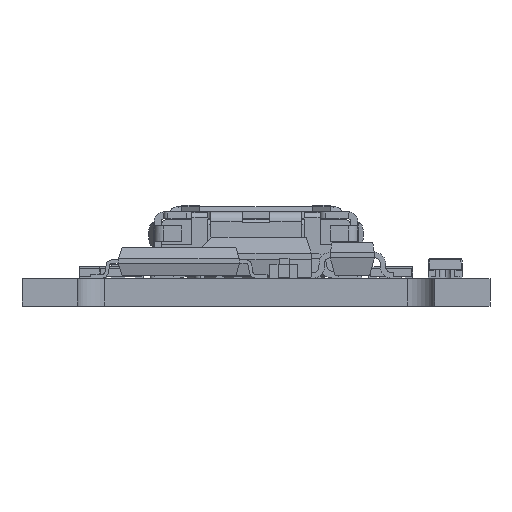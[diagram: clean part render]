
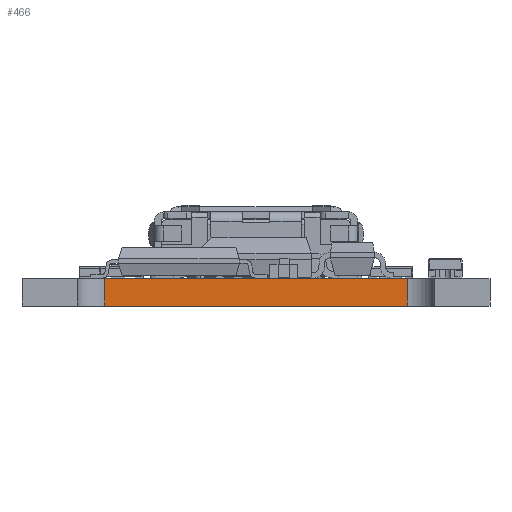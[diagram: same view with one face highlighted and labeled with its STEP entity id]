
A CAD part, front view. The second image highlights one B-rep face of the part: STEP entity #466.
In plain terms, the highlighted planar face has unit normal (0, -1, 0).
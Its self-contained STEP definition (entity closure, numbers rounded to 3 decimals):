
#439=AXIS2_PLACEMENT_3D('Plane Axis2P3D',#436,#437,#438) ;
#407=CARTESIAN_POINT('Vertex',(-5.5,-12.6,-1.)) ;
#410=CARTESIAN_POINT('Line Origine',(-5.5,-12.6,-0.5)) ;
#414=CARTESIAN_POINT('Vertex',(-5.5,-12.6,0.)) ;
#436=CARTESIAN_POINT('Axis2P3D Location',(-5.5,-12.6,0.)) ;
#441=CARTESIAN_POINT('Line Origine',(0.,-12.6,-1.)) ;
#445=CARTESIAN_POINT('Vertex',(5.5,-12.6,-1.)) ;
#448=CARTESIAN_POINT('Line Origine',(5.5,-12.6,-0.5)) ;
#452=CARTESIAN_POINT('Vertex',(5.5,-12.6,0.)) ;
#455=CARTESIAN_POINT('Line Origine',(0.,-12.6,0.)) ;
#411=DIRECTION('Vector Direction',(0.,0.,1.)) ;
#437=DIRECTION('Axis2P3D Direction',(-0.,1.,0.)) ;
#438=DIRECTION('Axis2P3D XDirection',(1.,0.,0.)) ;
#442=DIRECTION('Vector Direction',(1.,0.,0.)) ;
#449=DIRECTION('Vector Direction',(0.,0.,-1.)) ;
#456=DIRECTION('Vector Direction',(1.,0.,0.)) ;
#412=VECTOR('Line Direction',#411,1.) ;
#443=VECTOR('Line Direction',#442,1.) ;
#450=VECTOR('Line Direction',#449,1.) ;
#457=VECTOR('Line Direction',#456,1.) ;
#461=ORIENTED_EDGE('',*,*,#447,.T.) ;
#462=ORIENTED_EDGE('',*,*,#454,.F.) ;
#463=ORIENTED_EDGE('',*,*,#459,.F.) ;
#464=ORIENTED_EDGE('',*,*,#416,.T.) ;
#466=ADVANCED_FACE('PCB',(#465),#440,.F.) ;
#416=EDGE_CURVE('',#415,#408,#413,.F.) ;
#447=EDGE_CURVE('',#408,#446,#444,.T.) ;
#454=EDGE_CURVE('',#453,#446,#451,.T.) ;
#459=EDGE_CURVE('',#415,#453,#458,.T.) ;
#460=EDGE_LOOP('',(#461,#462,#463,#464)) ;
#465=FACE_OUTER_BOUND('',#460,.T.) ;
#413=LINE('Line',#410,#412) ;
#444=LINE('Line',#441,#443) ;
#451=LINE('Line',#448,#450) ;
#458=LINE('Line',#455,#457) ;
#440=PLANE('Plane',#439) ;
#408=VERTEX_POINT('',#407) ;
#415=VERTEX_POINT('',#414) ;
#446=VERTEX_POINT('',#445) ;
#453=VERTEX_POINT('',#452) ;
